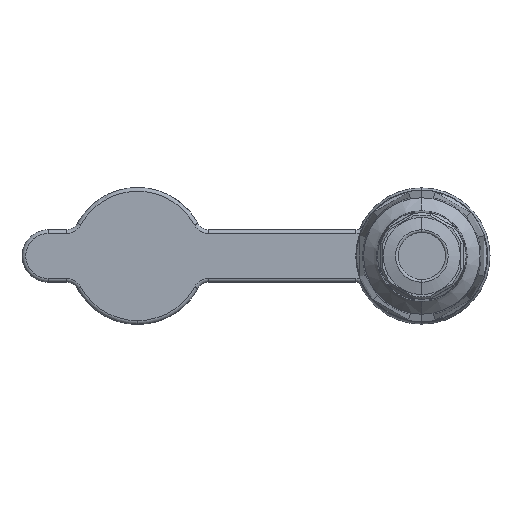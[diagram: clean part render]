
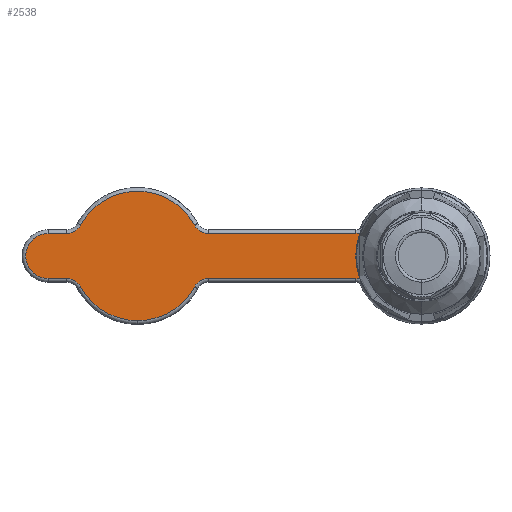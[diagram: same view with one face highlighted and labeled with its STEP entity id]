
A CAD part, left-side view. The second image highlights one B-rep face of the part: STEP entity #2538.
In plain terms, the highlighted face is planar.
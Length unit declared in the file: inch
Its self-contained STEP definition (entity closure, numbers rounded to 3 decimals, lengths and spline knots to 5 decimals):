
#48 = CARTESIAN_POINT ( 'NONE',  ( 5.22835, -0.07283, 0. ) ) ;
#108 = ORIENTED_EDGE ( 'NONE', *, *, #969, .T. ) ;
#129 = VERTEX_POINT ( 'NONE', #632 ) ;
#132 = AXIS2_PLACEMENT_3D ( 'NONE', #1961, #4948, #2403 ) ;
#192 = ORIENTED_EDGE ( 'NONE', *, *, #1718, .T. ) ;
#200 = CARTESIAN_POINT ( 'NONE',  ( 4.18374, -0.07283, 0.57197 ) ) ;
#209 = CARTESIAN_POINT ( 'NONE',  ( 5.22835, -0.07283, 0. ) ) ;
#235 = VECTOR ( 'NONE', #1440, 39.37008 ) ;
#236 = VECTOR ( 'NONE', #1613, 39.37008 ) ;
#276 = DIRECTION ( 'NONE',  ( 0., 1., 0. ) ) ;
#334 = ORIENTED_EDGE ( 'NONE', *, *, #4954, .T. ) ;
#336 = CARTESIAN_POINT ( 'NONE',  ( 0., -0.07283, 0. ) ) ;
#441 = ORIENTED_EDGE ( 'NONE', *, *, #5510, .T. ) ;
#446 = VECTOR ( 'NONE', #5483, 39.37008 ) ;
#472 = DIRECTION ( 'NONE',  ( 0., 0., 1. ) ) ;
#482 = EDGE_CURVE ( 'NONE', #4918, #3538, #5385, .T. ) ;
#500 = EDGE_CURVE ( 'NONE', #699, #2972, #4252, .T. ) ;
#522 = ORIENTED_EDGE ( 'NONE', *, *, #612, .T. ) ;
#612 = EDGE_CURVE ( 'NONE', #3538, #2180, #4986, .T. ) ;
#632 = CARTESIAN_POINT ( 'NONE',  ( 6.27295, -0.07283, 0.57197 ) ) ;
#655 = DIRECTION ( 'NONE',  ( 0., 0., 1. ) ) ;
#699 = VERTEX_POINT ( 'NONE', #2967 ) ;
#725 = ORIENTED_EDGE ( 'NONE', *, *, #3922, .T. ) ;
#766 = DIRECTION ( 'NONE',  ( 0., 0., 1. ) ) ;
#838 = CARTESIAN_POINT ( 'NONE',  ( 6.54058, -0.07283, -0.41339 ) ) ;
#874 = CARTESIAN_POINT ( 'NONE',  ( 4.18374, -0.07283, -0.57197 ) ) ;
#957 = DIRECTION ( 'NONE',  ( 0., 0., 1. ) ) ;
#959 = CARTESIAN_POINT ( 'NONE',  ( 6.54058, -0.07283, 0.41339 ) ) ;
#969 = EDGE_CURVE ( 'NONE', #5143, #3004, #4648, .T. ) ;
#1021 = CARTESIAN_POINT ( 'NONE',  ( 5.22835, -0.07283, 1.19094 ) ) ;
#1040 = CIRCLE ( 'NONE', #3029, 1.19094 ) ;
#1177 = ORIENTED_EDGE ( 'NONE', *, *, #1183, .T. ) ;
#1183 = EDGE_CURVE ( 'NONE', #3004, #4918, #2703, .T. ) ;
#1222 = VERTEX_POINT ( 'NONE', #1966 ) ;
#1245 = DIRECTION ( 'NONE',  ( 0., 1., 0. ) ) ;
#1345 = DIRECTION ( 'NONE',  ( 0., -1., 0. ) ) ;
#1351 = DIRECTION ( 'NONE',  ( 1., 0., 0. ) ) ;
#1380 = LINE ( 'NONE', #4412, #235 ) ;
#1440 = DIRECTION ( 'NONE',  ( -1., 0., 0. ) ) ;
#1475 = CARTESIAN_POINT ( 'NONE',  ( 6.27295, -0.07283, -0.57197 ) ) ;
#1596 = VERTEX_POINT ( 'NONE', #1021 ) ;
#1613 = DIRECTION ( 'NONE',  ( 1., 0., 0. ) ) ;
#1628 = ORIENTED_EDGE ( 'NONE', *, *, #2437, .T. ) ;
#1634 = DIRECTION ( 'NONE',  ( 0., 1., 0. ) ) ;
#1685 = EDGE_CURVE ( 'NONE', #3962, #129, #2112, .T. ) ;
#1718 = EDGE_CURVE ( 'NONE', #5279, #1222, #1832, .T. ) ;
#1832 = CIRCLE ( 'NONE', #4893, 0.22638 ) ;
#1924 = CARTESIAN_POINT ( 'NONE',  ( 1.21154, -0.07283, -0.63976 ) ) ;
#1961 = CARTESIAN_POINT ( 'NONE',  ( 3.91611, -0.07283, 0.7185 ) ) ;
#1966 = CARTESIAN_POINT ( 'NONE',  ( 1.13504, -0.07283, 0.4267 ) ) ;
#2024 = CARTESIAN_POINT ( 'NONE',  ( 6.87205, -0.07283, 0.41339 ) ) ;
#2078 = VERTEX_POINT ( 'NONE', #200 ) ;
#2112 = CIRCLE ( 'NONE', #3183, 0.30512 ) ;
#2163 = CARTESIAN_POINT ( 'NONE',  ( 1.13504, -0.07283, -0.4267 ) ) ;
#2180 = VERTEX_POINT ( 'NONE', #838 ) ;
#2311 = VECTOR ( 'NONE', #1351, 39.37008 ) ;
#2317 = CARTESIAN_POINT ( 'NONE',  ( 1.21154, -0.07283, -0.41339 ) ) ;
#2352 = DIRECTION ( 'NONE',  ( 0., 0., 1. ) ) ;
#2384 = CARTESIAN_POINT ( 'NONE',  ( 6.87205, -0.07283, 0. ) ) ;
#2403 = DIRECTION ( 'NONE',  ( 0., 0., 1. ) ) ;
#2437 = EDGE_CURVE ( 'NONE', #129, #1596, #4240, .T. ) ;
#2439 = CARTESIAN_POINT ( 'NONE',  ( 3.91611, -0.07283, 0.41339 ) ) ;
#2473 = VERTEX_POINT ( 'NONE', #2163 ) ;
#2493 = AXIS2_PLACEMENT_3D ( 'NONE', #48, #3027, #472 ) ;
#2505 = DIRECTION ( 'NONE',  ( 0., 1., 0. ) ) ;
#2510 = CIRCLE ( 'NONE', #3278, 1.2126 ) ;
#2538 = ADVANCED_FACE ( 'NONE', ( #5237 ), #3060, .F. ) ;
#2560 = AXIS2_PLACEMENT_3D ( 'NONE', #2823, #276, #3258 ) ;
#2648 = CARTESIAN_POINT ( 'NONE',  ( 0., -0.07283, 0. ) ) ;
#2703 = CIRCLE ( 'NONE', #2560, 0.30512 ) ;
#2726 = ORIENTED_EDGE ( 'NONE', *, *, #4717, .T. ) ;
#2805 = VERTEX_POINT ( 'NONE', #2439 ) ;
#2808 = DIRECTION ( 'NONE',  ( 0., 0., 1. ) ) ;
#2823 = CARTESIAN_POINT ( 'NONE',  ( 3.91611, -0.07283, -0.7185 ) ) ;
#2868 = AXIS2_PLACEMENT_3D ( 'NONE', #5053, #2505, #5481 ) ;
#2967 = CARTESIAN_POINT ( 'NONE',  ( 6.87205, -0.07283, -0.41339 ) ) ;
#2972 = VERTEX_POINT ( 'NONE', #2024 ) ;
#3004 = VERTEX_POINT ( 'NONE', #4620 ) ;
#3027 = DIRECTION ( 'NONE',  ( 0., -1., 0. ) ) ;
#3029 = AXIS2_PLACEMENT_3D ( 'NONE', #3886, #1345, #4318 ) ;
#3060 = PLANE ( 'NONE',  #5334 ) ;
#3183 = AXIS2_PLACEMENT_3D ( 'NONE', #4178, #1634, #4615 ) ;
#3199 = DIRECTION ( 'NONE',  ( 0., -1., 0. ) ) ;
#3258 = DIRECTION ( 'NONE',  ( 0., 0., 1. ) ) ;
#3278 = AXIS2_PLACEMENT_3D ( 'NONE', #336, #3312, #766 ) ;
#3312 = DIRECTION ( 'NONE',  ( 0., 1., 0. ) ) ;
#3452 = EDGE_LOOP ( 'NONE', ( #2726, #192, #441, #4272, #108, #1177, #4802, #522, #725, #3679, #4322, #4098, #1628, #334, #4270 ) ) ;
#3496 = DIRECTION ( 'NONE',  ( 0., 1., 0. ) ) ;
#3538 = VERTEX_POINT ( 'NONE', #1475 ) ;
#3679 = ORIENTED_EDGE ( 'NONE', *, *, #500, .T. ) ;
#3698 = CARTESIAN_POINT ( 'NONE',  ( 1.21154, -0.07283, 0.41339 ) ) ;
#3701 = CIRCLE ( 'NONE', #4909, 0.22638 ) ;
#3780 = CARTESIAN_POINT ( 'NONE',  ( 0., -0.07283, 0.41339 ) ) ;
#3793 = CARTESIAN_POINT ( 'NONE',  ( 1.21154, -0.07283, 0.63976 ) ) ;
#3886 = CARTESIAN_POINT ( 'NONE',  ( 5.22835, -0.07283, 0. ) ) ;
#3922 = EDGE_CURVE ( 'NONE', #2180, #699, #4588, .T. ) ;
#3962 = VERTEX_POINT ( 'NONE', #959 ) ;
#4098 = ORIENTED_EDGE ( 'NONE', *, *, #1685, .T. ) ;
#4099 = AXIS2_PLACEMENT_3D ( 'NONE', #209, #3199, #655 ) ;
#4171 = CARTESIAN_POINT ( 'NONE',  ( 3.91611, -0.07283, -0.41339 ) ) ;
#4178 = CARTESIAN_POINT ( 'NONE',  ( 6.54058, -0.07283, 0.7185 ) ) ;
#4213 = DIRECTION ( 'NONE',  ( 0., 0., 1. ) ) ;
#4240 = CIRCLE ( 'NONE', #2493, 1.19094 ) ;
#4252 = CIRCLE ( 'NONE', #4693, 0.41339 ) ;
#4270 = ORIENTED_EDGE ( 'NONE', *, *, #5435, .T. ) ;
#4272 = ORIENTED_EDGE ( 'NONE', *, *, #5183, .T. ) ;
#4318 = DIRECTION ( 'NONE',  ( 0., 0., 1. ) ) ;
#4322 = ORIENTED_EDGE ( 'NONE', *, *, #4812, .T. ) ;
#4323 = CARTESIAN_POINT ( 'NONE',  ( 6.87205, -0.07283, -0.41339 ) ) ;
#4412 = CARTESIAN_POINT ( 'NONE',  ( 0., -0.07283, 0.41339 ) ) ;
#4588 = LINE ( 'NONE', #4323, #2311 ) ;
#4615 = DIRECTION ( 'NONE',  ( 0., 0., 1. ) ) ;
#4620 = CARTESIAN_POINT ( 'NONE',  ( 3.91611, -0.07283, -0.41339 ) ) ;
#4648 = LINE ( 'NONE', #4171, #236 ) ;
#4693 = AXIS2_PLACEMENT_3D ( 'NONE', #2384, #5362, #2808 ) ;
#4717 = EDGE_CURVE ( 'NONE', #2805, #5279, #1380, .T. ) ;
#4802 = ORIENTED_EDGE ( 'NONE', *, *, #482, .T. ) ;
#4812 = EDGE_CURVE ( 'NONE', #2972, #3962, #4975, .T. ) ;
#4893 = AXIS2_PLACEMENT_3D ( 'NONE', #3793, #1245, #4213 ) ;
#4906 = DIRECTION ( 'NONE',  ( 0., 1., 0. ) ) ;
#4909 = AXIS2_PLACEMENT_3D ( 'NONE', #1924, #4906, #2352 ) ;
#4918 = VERTEX_POINT ( 'NONE', #874 ) ;
#4948 = DIRECTION ( 'NONE',  ( 0., 1., 0. ) ) ;
#4954 = EDGE_CURVE ( 'NONE', #1596, #2078, #1040, .T. ) ;
#4975 = LINE ( 'NONE', #3780, #446 ) ;
#4986 = CIRCLE ( 'NONE', #2868, 0.30512 ) ;
#5034 = CIRCLE ( 'NONE', #132, 0.30512 ) ;
#5053 = CARTESIAN_POINT ( 'NONE',  ( 6.54058, -0.07283, -0.7185 ) ) ;
#5143 = VERTEX_POINT ( 'NONE', #2317 ) ;
#5183 = EDGE_CURVE ( 'NONE', #2473, #5143, #3701, .T. ) ;
#5237 = FACE_OUTER_BOUND ( 'NONE', #3452, .T. ) ;
#5279 = VERTEX_POINT ( 'NONE', #3698 ) ;
#5334 = AXIS2_PLACEMENT_3D ( 'NONE', #2648, #3496, #957 ) ;
#5362 = DIRECTION ( 'NONE',  ( 0., -1., 0. ) ) ;
#5385 = CIRCLE ( 'NONE', #4099, 1.19094 ) ;
#5435 = EDGE_CURVE ( 'NONE', #2078, #2805, #5034, .T. ) ;
#5481 = DIRECTION ( 'NONE',  ( 0., 0., 1. ) ) ;
#5483 = DIRECTION ( 'NONE',  ( -1., 0., 0. ) ) ;
#5510 = EDGE_CURVE ( 'NONE', #1222, #2473, #2510, .T. ) ;
